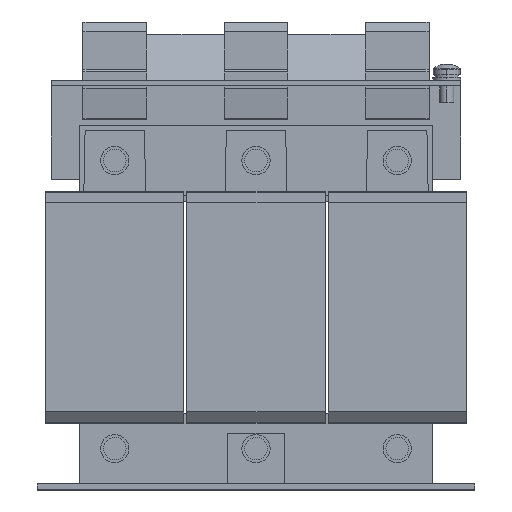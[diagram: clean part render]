
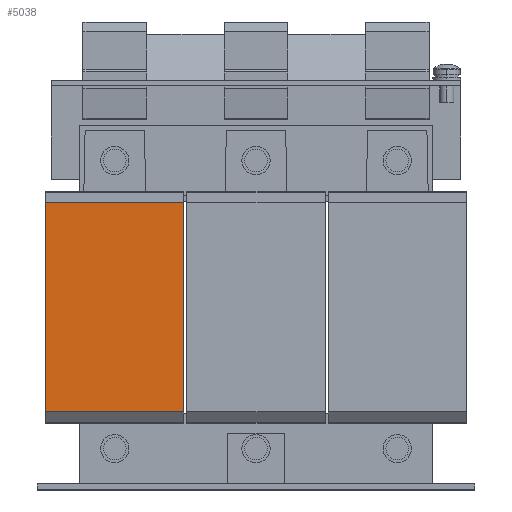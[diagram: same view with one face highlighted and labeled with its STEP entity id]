
A CAD part, top view. The second image highlights one B-rep face of the part: STEP entity #5038.
In plain terms, the highlighted planar face has unit normal (0, 0, 1).
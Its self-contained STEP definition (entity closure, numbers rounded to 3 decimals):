
#296 = CARTESIAN_POINT ( 'NONE',  ( -25.5, 27.5, 36.5 ) ) ;
#527 = DIRECTION ( 'NONE',  ( -1., 0., 0. ) ) ;
#793 = CARTESIAN_POINT ( 'NONE',  ( -74.5, 27.5, 36.5 ) ) ;
#1364 = CARTESIAN_POINT ( 'NONE',  ( -25.5, 27.5, 36.5 ) ) ;
#1417 = EDGE_CURVE ( 'Defeature ausgef�hrt2_269+Defeature ausgef�hrt2_270+Defeature ausgef�hrt2_248+Defeature ausgef�hrt2_247', #15747, #15916, #21904, .T. ) ;
#3909 = CARTESIAN_POINT ( 'NONE',  ( -74.5, 101.5, 36.5 ) ) ;
#4378 = LINE ( 'NONE', #16386, #19101 ) ;
#4951 = VECTOR ( 'NONE', #11856, 1000. ) ;
#5038 = ADVANCED_FACE ( 'Defeature ausgef�hrt2_269', ( #21586 ), #14985, .F. ) ;
#5780 = EDGE_CURVE ( 'Defeature ausgef�hrt2_248+Defeature ausgef�hrt2_269+Defeature ausgef�hrt2_270+Defeature ausgef�hrt2_268', #15747, #10422, #4378, .T. ) ;
#6000 = DIRECTION ( 'NONE',  ( 0., -1., 0. ) ) ;
#6634 = DIRECTION ( 'NONE',  ( 0., -1., 0. ) ) ;
#8150 = DIRECTION ( 'NONE',  ( -1., 0., 0. ) ) ;
#9218 = ORIENTED_EDGE ( 'NONE', *, *, #5780, .F. ) ;
#10131 = CARTESIAN_POINT ( 'NONE',  ( -25.5, 101.5, 36.5 ) ) ;
#10422 = VERTEX_POINT ( 'NONE', #296 ) ;
#11856 = DIRECTION ( 'NONE',  ( -1., 0., 0. ) ) ;
#12159 = ORIENTED_EDGE ( 'NONE', *, *, #14525, .F. ) ;
#12558 = LINE ( 'NONE', #15171, #15241 ) ;
#13181 = EDGE_LOOP ( 'NONE', ( #17143, #12159, #9218, #19424 ) ) ;
#13705 = VERTEX_POINT ( 'NONE', #793 ) ;
#13849 = VECTOR ( 'NONE', #527, 1000. ) ;
#14525 = EDGE_CURVE ( 'Defeature ausgef�hrt2_268+Defeature ausgef�hrt2_269+Defeature ausgef�hrt2_248+Defeature ausgef�hrt2_247', #10422, #13705, #18342, .T. ) ;
#14985 = PLANE ( 'NONE',  #21542 ) ;
#15171 = CARTESIAN_POINT ( 'NONE',  ( -74.5, 101.5, 36.5 ) ) ;
#15241 = VECTOR ( 'NONE', #6634, 1000. ) ;
#15747 = VERTEX_POINT ( 'NONE', #10131 ) ;
#15916 = VERTEX_POINT ( 'NONE', #3909 ) ;
#15951 = CARTESIAN_POINT ( 'NONE',  ( -25.5, 101.5, 36.5 ) ) ;
#16386 = CARTESIAN_POINT ( 'NONE',  ( -25.5, 101.5, 36.5 ) ) ;
#16694 = DIRECTION ( 'NONE',  ( 0., 0., -1. ) ) ;
#16878 = EDGE_CURVE ( 'Defeature ausgef�hrt2_269+Defeature ausgef�hrt2_247+Defeature ausgef�hrt2_270+Defeature ausgef�hrt2_268', #15916, #13705, #12558, .T. ) ;
#17143 = ORIENTED_EDGE ( 'NONE', *, *, #16878, .T. ) ;
#18342 = LINE ( 'NONE', #1364, #4951 ) ;
#19101 = VECTOR ( 'NONE', #6000, 1000. ) ;
#19424 = ORIENTED_EDGE ( 'NONE', *, *, #1417, .T. ) ;
#20073 = CARTESIAN_POINT ( 'NONE',  ( -25.5, 101.5, 36.5 ) ) ;
#21542 = AXIS2_PLACEMENT_3D ( 'NONE', #20073, #16694, #8150 ) ;
#21586 = FACE_OUTER_BOUND ( 'NONE', #13181, .T. ) ;
#21904 = LINE ( 'NONE', #15951, #13849 ) ;
